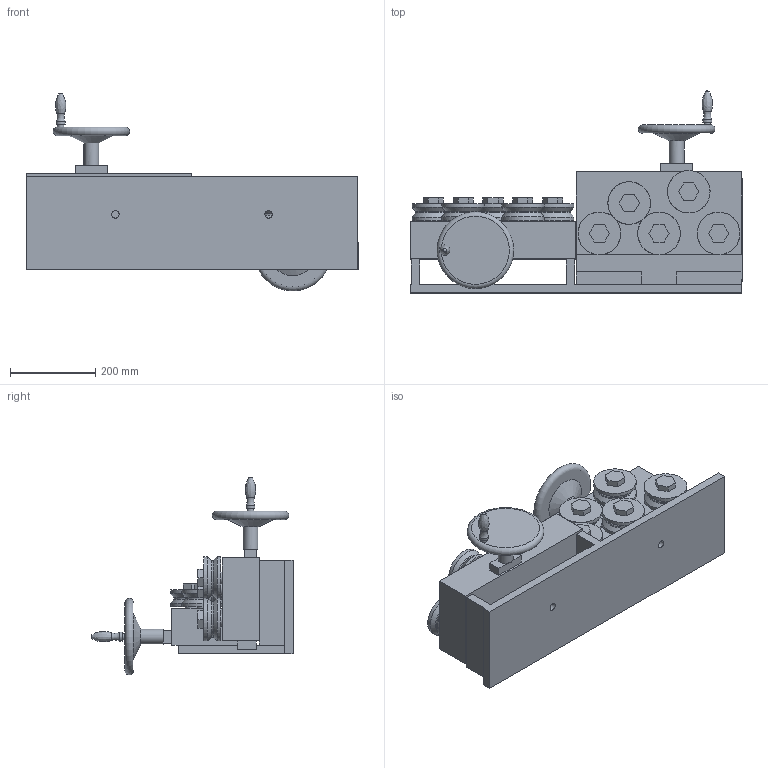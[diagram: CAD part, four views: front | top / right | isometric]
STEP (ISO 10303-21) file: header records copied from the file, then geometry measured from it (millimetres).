
FILE_DESCRIPTION (( 'STEP AP203' ), '1' );
FILE_NAME ('250805 STEP 3-400509-00_1887C.STEP', '2025-08-05T07:05:42', ( '' ), ( '' ), 'SwSTEP 2.0', 'SolidWorks 2024', '' );
FILE_SCHEMA (( 'CONFIG_CONTROL_DESIGN' ));
Length unit declared in the file: millimetre
Products named in the file (1): 250805 STEP 3-400509-00_1887C
Bounding box: 780 x 474.97 x 464.97 mm (x, y, z)
Volume: 23973800.3 mm3; surface area: 1479416.8 mm2
Topology: 5 solids, 17 shells, 421 faces, 1006 edges, 665 vertices
Faces by surface type: plane 220, bspline 82, cylinder 70, cone 31, torus 16, sphere 2
Full cylindrical faces by diameter (mm): 5 x1, 6.5 x1, 15 x2, 17.5 x2, 21 x2, 30 x11, 35 x4, 57 x10, 58 x10, 100 x20, 160 x4
Entity records: 14605 total; most frequent: CARTESIAN_POINT 5953, ORIENTED_EDGE 1670, DIRECTION 1526, EDGE_CURVE 835, EDGE_LOOP 609, VERTEX_POINT 608, AXIS2_PLACEMENT_3D 519, FACE_OUTER_BOUND 506
